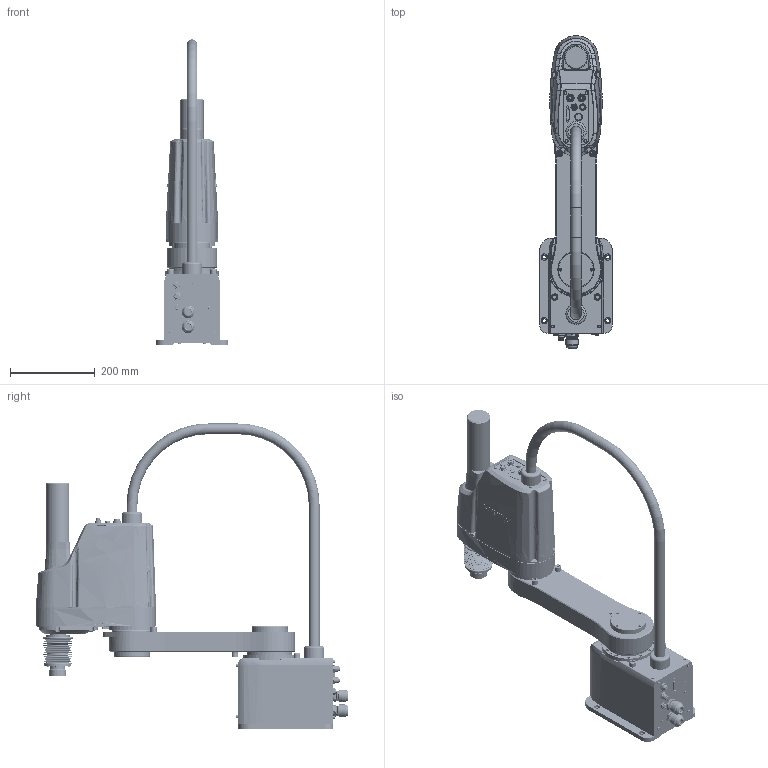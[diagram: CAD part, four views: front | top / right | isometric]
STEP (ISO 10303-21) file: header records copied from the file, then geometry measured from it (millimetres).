
FILE_DESCRIPTION(/* description */ (''),/* implementation_level */ '2;1');
FILE_NAME(/* name */ 'RS405-500-20P-LU.stp',/* time_stamp */ '2020-08-03T13:01:45+08:00',/* author */ ('jack_chao'),/* organization */ (''),/* preprocessor_version */ 'ST-DEVELOPER v18.1',/* originating_system */ 'Autodesk Inventor 2020',/* authorisation */ '');
FILE_SCHEMA (('AUTOMOTIVE_DESIGN { 1 0 10303 214 3 1 1 }'));
Products named in the file (7): RS405-500-20P-LU; RS405-1; A; B-500; pipe-500; P-1; P-1_1
Assembly tree (6 placements, depth 2):
  RS405-500-20P-LU
    RS405-1
    A
    B-500
    pipe-500
    P-1
    P-1_1
Bounding box: 172 x 737.34 x 720 mm (x, y, z)
Volume: 16004430.7 mm3; surface area: 1370768.7 mm2
Topology: 103 solids, 103 shells, 2977 faces, 7634 edges, 5090 vertices
Faces by surface type: plane 1227, cylinder 736, cone 464, bspline 370, torus 180
Full cylindrical faces by diameter (mm): 1.8 x2, 2 x1, 2.113 x4, 2.459 x15, 2.5 x2, 2.6 x4, 3 x18, 3.242 x20, 3.3 x1, 3.4 x19, 3.5 x10, 4 x26, 4.134 x12, 4.2 x4, 4.5 x20, 4.917 x4, 5 x5, 5.4 x16, 5.5 x36, 5.7 x3, 6 x10, 6.5 x18, 6.647 x2, 6.9 x2, 7 x26, 8.5 x20, 9 x4, 9.5 x2, 9.8 x1, 10 x10
Entity records: 152594 total; most frequent: CARTESIAN_POINT 77171, ORIENTED_EDGE 15136, DIRECTION 14844, EDGE_CURVE 7568, AXIS2_PLACEMENT_3D 5956, VERTEX_POINT 5102, EDGE_LOOP 3544, CIRCLE 3304
